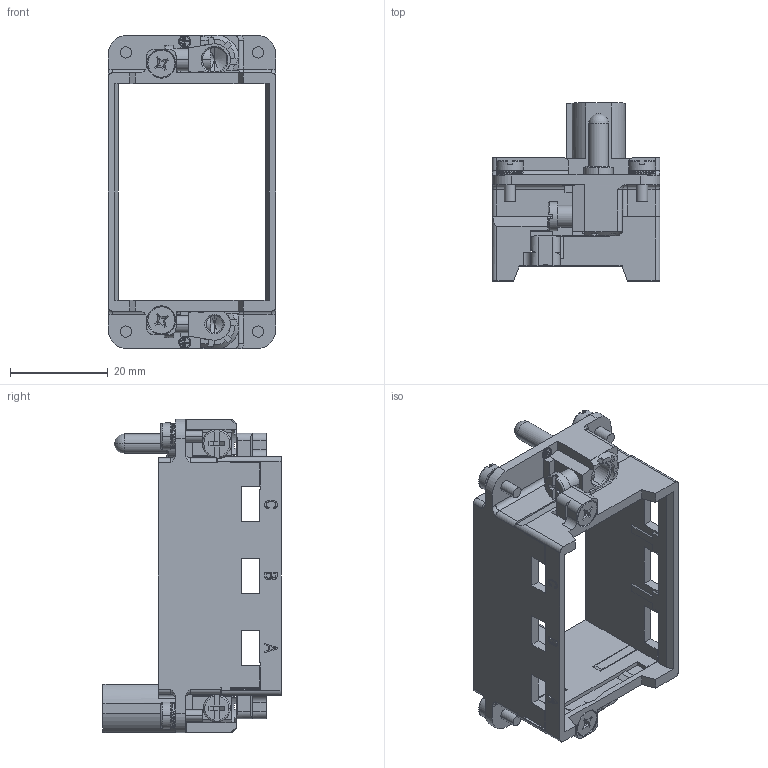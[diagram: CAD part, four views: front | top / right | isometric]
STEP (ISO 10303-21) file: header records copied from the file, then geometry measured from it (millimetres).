
FILE_DESCRIPTION((''),'2;1');
FILE_NAME('3D_1290100001003_HF10B-NUA3_V1_','2019-01-12T',('zl.chen'),(''),'PRO/ENGINEER BY PARAMETRIC TECHNOLOGY CORPORATION, 2013430','PRO/ENGINEER BY PARAMETRIC TECHNOLOGY CORPORATION, 2013430','');
FILE_SCHEMA(('CONFIG_CONTROL_DESIGN','SHAPE_APPEARANCE_LAYERS_GROUPS'));
Length unit declared in the file: millimetre
Products named in the file (1): 3D_1290100001003_HF10B-NUA3_V1_
Bounding box: 34.3 x 36.35 x 64 mm (x, y, z)
Volume: 11044.3 mm3; surface area: 83125 mm2
Topology: 1 solids, 4 shells, 902 faces, 2733 edges, 1826 vertices
Faces by surface type: plane 606, cylinder 125, extrusion 51, cone 42, bspline 41, torus 33, sphere 4
Entity records: 39877 total; most frequent: CARTESIAN_POINT 9994, ORIENTED_EDGE 5418, DIRECTION 4539, EDGE_CURVE 2709, VECTOR 1861, VERTEX_POINT 1820, LINE 1812, AXIS2_PLACEMENT_3D 1339
